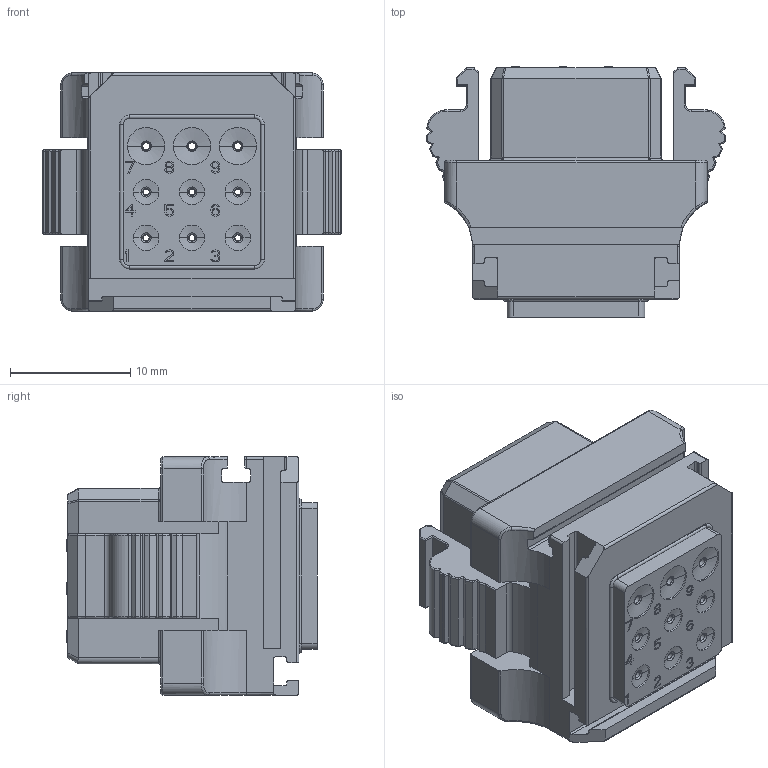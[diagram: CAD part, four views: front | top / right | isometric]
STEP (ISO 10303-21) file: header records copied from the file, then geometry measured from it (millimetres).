
FILE_DESCRIPTION((''),'2;1');
FILE_NAME('33578001523','2019-11-06T',('presta_be4'),(''),'CREO PARAMETRIC BY PTC INC, 2018360','CREO PARAMETRIC BY PTC INC, 2018360','');
FILE_SCHEMA(('CONFIG_CONTROL_DESIGN'));
Length unit declared in the file: millimetre
Products named in the file (1): 33578001523
Bounding box: 24.8 x 20.82 x 19.8 mm (x, y, z)
Volume: 5229.9 mm3; surface area: 4502.8 mm2
Topology: 1 solids, 1 shells, 1673 faces, 4224 edges, 2644 vertices
Faces by surface type: plane 905, cylinder 426, torus 226, cone 108, bspline 8
Entity records: 50919 total; most frequent: CARTESIAN_POINT 10132, DIRECTION 8518, ORIENTED_EDGE 8448, EDGE_CURVE 4224, VECTOR 2948, LINE 2948, AXIS2_PLACEMENT_3D 2785, VERTEX_POINT 2644
